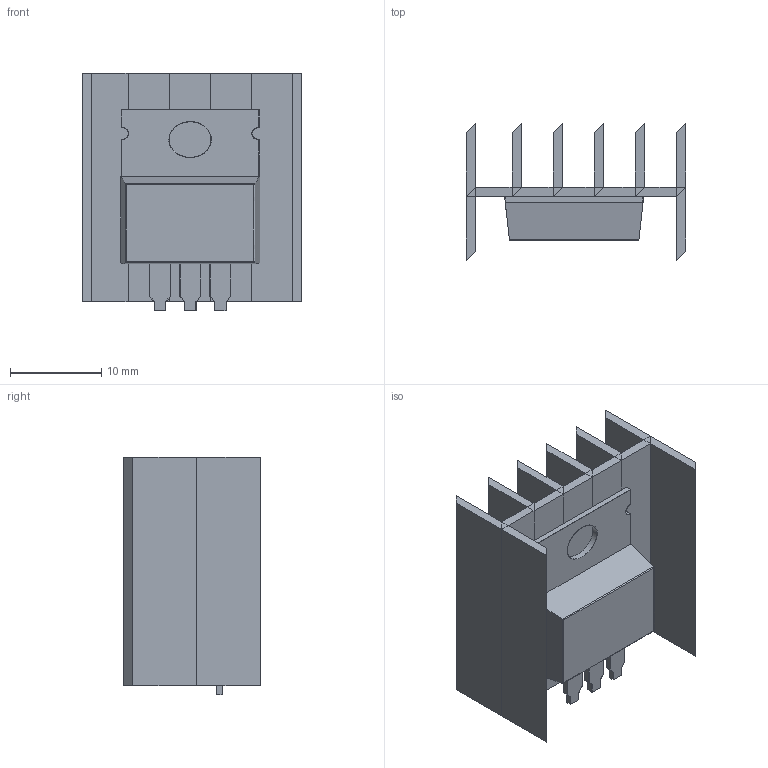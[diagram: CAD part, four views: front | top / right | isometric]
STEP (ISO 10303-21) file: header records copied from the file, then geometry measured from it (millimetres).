
FILE_DESCRIPTION(('FreeCAD Model'),'2;1');
FILE_NAME( 'Fusion001.step', '2017-08-04T23:29:07',('kicad StepUp'),('ksu MCAD'), 'Open CASCADE STEP processor 6.8','FreeCAD','Unknown');
FILE_SCHEMA(('AUTOMOTIVE_DESIGN_CC2 { 1 2 10303 214 -1 1 5 4 }'));
Length unit declared in the file: millimetre
Products named in the file (2): ASSEMBLY; Fusion001
Assembly tree (1 placements, depth 2):
  ASSEMBLY
    Fusion001
Bounding box: 24 x 15 x 26 mm (x, y, z)
Volume: 2626.5 mm3; surface area: 4391.6 mm2
Topology: 1 solids, 1 shells, 236 faces, 538 edges, 305 vertices
Faces by surface type: bspline 154, plane 82
Entity records: 16514 total; most frequent: CARTESIAN_POINT 11081, ORIENTED_EDGE 1076, EDGE_CURVE 538, DIRECTION 313, B_SPLINE_CURVE_WITH_KNOTS 307, VERTEX_POINT 305, FACE_BOUND 237, EDGE_LOOP 237
